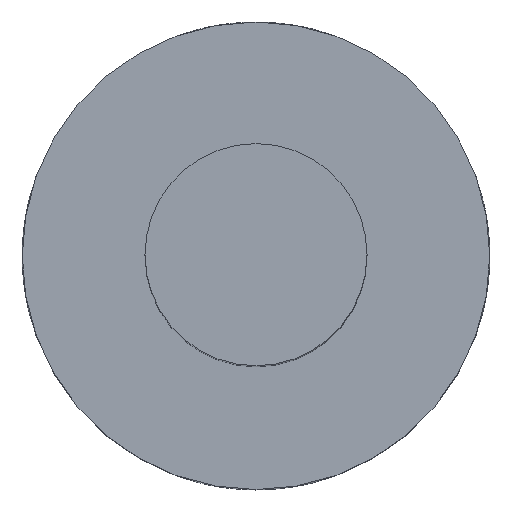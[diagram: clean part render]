
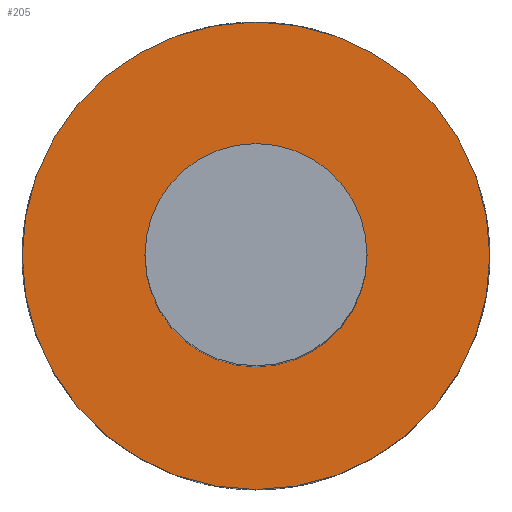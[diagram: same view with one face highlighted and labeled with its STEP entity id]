
A CAD part, top view. The second image highlights one B-rep face of the part: STEP entity #205.
In plain terms, the highlighted planar face has unit normal (0, 0, 1).
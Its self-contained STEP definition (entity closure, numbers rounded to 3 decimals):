
#16=PLANE('',#239);
#21=FACE_BOUND('',#46,.T.);
#22=CIRCLE('',#232,4.);
#25=CIRCLE('',#237,1.9);
#33=FACE_OUTER_BOUND('',#45,.T.);
#45=EDGE_LOOP('',(#189));
#46=EDGE_LOOP('',(#190));
#95=VERTEX_POINT('',#434);
#101=VERTEX_POINT('',#487);
#121=EDGE_CURVE('',#95,#95,#22,.T.);
#131=EDGE_CURVE('',#101,#101,#25,.T.);
#189=ORIENTED_EDGE('',*,*,#121,.T.);
#190=ORIENTED_EDGE('',*,*,#131,.T.);
#205=ADVANCED_FACE('',(#33,#21),#16,.T.);
#232=AXIS2_PLACEMENT_3D('',#435,#268,#269);
#237=AXIS2_PLACEMENT_3D('',#489,#282,#283);
#239=AXIS2_PLACEMENT_3D('',#491,#286,#287);
#268=DIRECTION('center_axis',(0.,0.,1.));
#269=DIRECTION('ref_axis',(1.,0.,0.));
#282=DIRECTION('center_axis',(0.,0.,-1.));
#283=DIRECTION('ref_axis',(-1.,0.,0.));
#286=DIRECTION('center_axis',(0.,0.,1.));
#287=DIRECTION('ref_axis',(1.,0.,0.));
#434=CARTESIAN_POINT('',(-4.,0.,4.));
#435=CARTESIAN_POINT('Origin',(0.,0.,4.));
#487=CARTESIAN_POINT('',(1.9,0.,4.));
#489=CARTESIAN_POINT('Origin',(0.,0.,4.));
#491=CARTESIAN_POINT('Origin',(0.,0.,4.));
